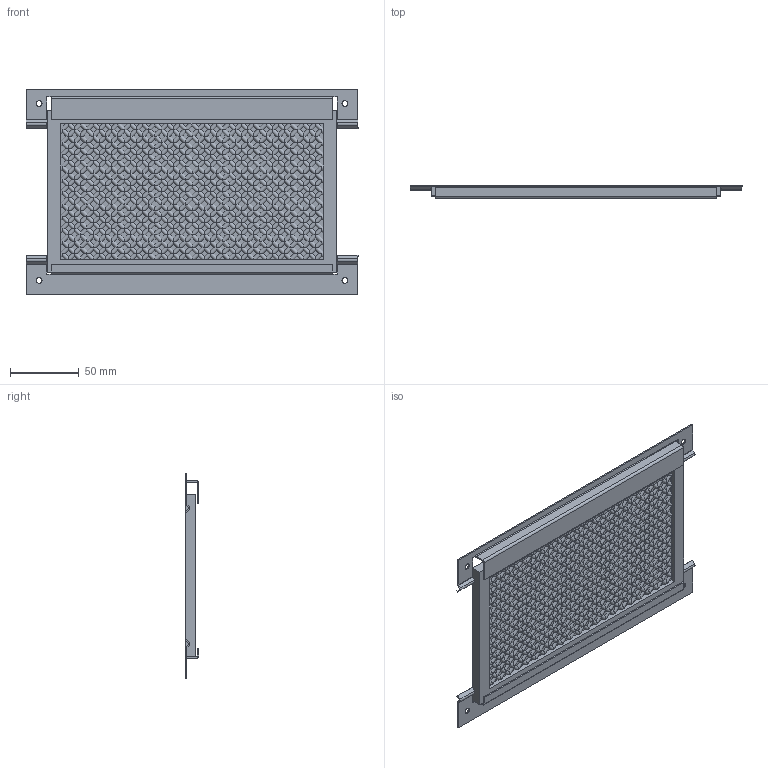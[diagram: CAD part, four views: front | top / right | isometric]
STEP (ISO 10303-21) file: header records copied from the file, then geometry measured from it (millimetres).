
FILE_DESCRIPTION (( 'STEP AP203' ), '1' );
FILE_NAME ('SCE-FLT84.step', '2021-02-09T22:17:24', ( 'ADC123' ), ( 'Microsoft' ), 'SwSTEP 2.0', 'SolidWorks 2019', '' );
FILE_SCHEMA (( 'CONFIG_CONTROL_DESIGN' ));
Products named in the file (1): SCE-FLT84
Bounding box: 241.3 x 9.75 x 149.15 mm (x, y, z)
Volume: 98422.1 mm3; surface area: 96843.2 mm2
Topology: 3 solids, 3 shells, 2936 faces, 7960 edges, 5032 vertices
Faces by surface type: cylinder 1876, plane 1060
Full cylindrical faces by diameter (mm): 4.216 x4
Entity records: 89419 total; most frequent: CARTESIAN_POINT 27397, ORIENTED_EDGE 15912, DIRECTION 10062, EDGE_CURVE 7956, VERTEX_POINT 5032, VECTOR 4076, LINE 4076, AXIS2_PLACEMENT_3D 2993
